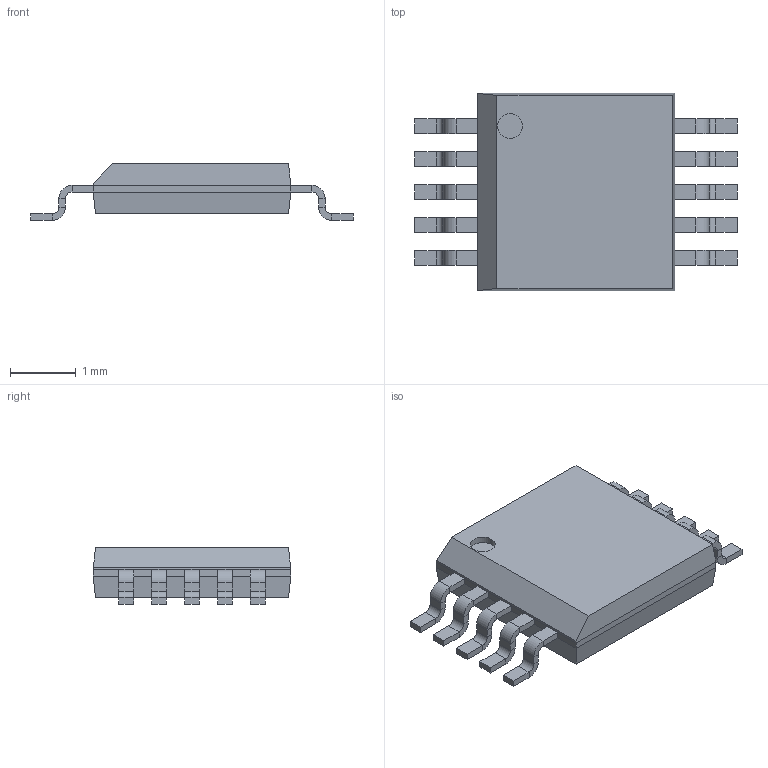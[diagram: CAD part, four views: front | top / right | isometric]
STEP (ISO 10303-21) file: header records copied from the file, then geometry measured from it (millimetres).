
FILE_DESCRIPTION(('Open CASCADE Model'),'2;1');
FILE_NAME('Open CASCADE Shape Model','2022-01-09T14:51:49',('Author'),( 'Open CASCADE'),'Open CASCADE STEP processor 6.8','Open CASCADE 6.8' ,'Unknown');
FILE_SCHEMA(('AUTOMOTIVE_DESIGN_CC2 { 1 2 10303 214 -1 1 5 4 }'));
Length unit declared in the file: millimetre
Products named in the file (5): MSOP10.step; Open CASCADE STEP translator 6.8 20.1; Body; Open CASCADE STEP translator 6.8 20.2.1; Leader
Assembly tree (13 placements, depth 3):
  MSOP10.step
    Open CASCADE STEP translator 6.8 20.1
    Body
      Open CASCADE STEP translator 6.8 20.2.1
    Leader  x10
Bounding box: 4.9 x 3 x 0.86 mm (x, y, z)
Volume: 6.9 mm3; surface area: 34.6 mm2
Topology: 11 solids, 12 shells, 238 faces, 475 edges, 261 vertices
Faces by surface type: plane 197, cylinder 41
Full cylindrical faces by diameter (mm): 0.375 x1
Entity records: 2164 total; most frequent: CARTESIAN_POINT 411, DIRECTION 304, LINE 168, VECTOR 168, ORIENTED_EDGE 157, PCURVE 157, DEFINITIONAL_REPRESENTATION 157, EDGE_CURVE 79
